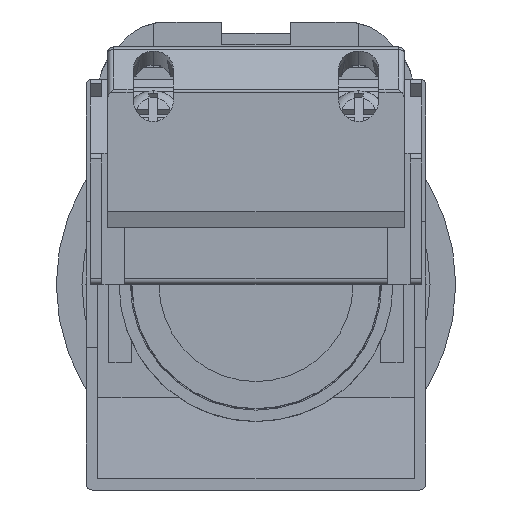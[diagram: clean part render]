
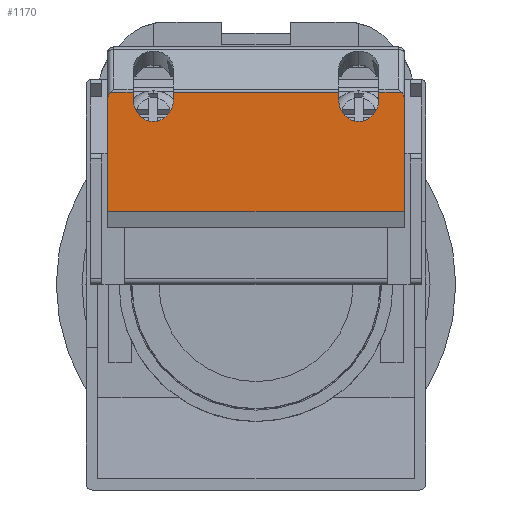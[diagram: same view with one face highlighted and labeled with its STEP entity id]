
A CAD part, front view. The second image highlights one B-rep face of the part: STEP entity #1170.
In plain terms, the highlighted planar face has unit normal (0, -1, 0).
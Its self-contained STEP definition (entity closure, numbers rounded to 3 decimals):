
#118 = CARTESIAN_POINT ( 'NONE',  ( -13., -41.5, 16.039 ) ) ;
#131 = CARTESIAN_POINT ( 'NONE',  ( -13., -41.5, 16.382 ) ) ;
#280 = CARTESIAN_POINT ( 'NONE',  ( 12.76, -41.5, 16.86 ) ) ;
#482 = CARTESIAN_POINT ( 'NONE',  ( 10.75, -41.5, 6.374 ) ) ;
#510 = VECTOR ( 'NONE', #549, 1000. ) ;
#549 = DIRECTION ( 'NONE',  ( 0., 0., -1. ) ) ;
#561 = CARTESIAN_POINT ( 'NONE',  ( -10.75, -41.5, 16.86 ) ) ;
#584 =( BOUNDED_CURVE ( )  B_SPLINE_CURVE ( 3, ( #9872, #7470, #4293, #280 ),
 .UNSPECIFIED., .F., .F. ) 
 B_SPLINE_CURVE_WITH_KNOTS ( ( 4, 4 ),
 ( 4.712, 5.736 ),
 .UNSPECIFIED. ) 
 CURVE ( )  GEOMETRIC_REPRESENTATION_ITEM ( )  RATIONAL_B_SPLINE_CURVE ( ( 1., 0.915, 0.915, 1. ) ) 
 REPRESENTATION_ITEM ( '' )  );
#598 = VERTEX_POINT ( 'NONE', #1185 ) ;
#666 = VERTEX_POINT ( 'NONE', #2095 ) ;
#748 = EDGE_CURVE ( 'NONE', #598, #1900, #1710, .T. ) ;
#769 = DIRECTION ( 'NONE',  ( -1., 0., 0. ) ) ;
#825 = ORIENTED_EDGE ( 'NONE', *, *, #3977, .T. ) ;
#903 =( BOUNDED_CURVE ( )  B_SPLINE_CURVE ( 3, ( #1786, #6584, #984, #7385 ),
 .UNSPECIFIED., .F., .F. ) 
 B_SPLINE_CURVE_WITH_KNOTS ( ( 4, 4 ),
 ( 4.712, 7.854 ),
 .UNSPECIFIED. ) 
 CURVE ( )  GEOMETRIC_REPRESENTATION_ITEM ( )  RATIONAL_B_SPLINE_CURVE ( ( 1., 0.333, 0.333, 1. ) ) 
 REPRESENTATION_ITEM ( '' )  );
#984 = CARTESIAN_POINT ( 'NONE',  ( -7.25, -41.5, 12.377 ) ) ;
#1025 = DIRECTION ( 'NONE',  ( 0., 0., -1. ) ) ;
#1039 = CARTESIAN_POINT ( 'NONE',  ( 10.75, -41.5, 16.185 ) ) ;
#1170 = ADVANCED_FACE ( 'NONE', ( #10227 ), #8454, .F. ) ;
#1185 = CARTESIAN_POINT ( 'NONE',  ( 7.25, -41.5, 16.86 ) ) ;
#1253 = EDGE_CURVE ( 'NONE', #3761, #7023, #584, .T. ) ;
#1262 = DIRECTION ( 'NONE',  ( 0., 0., 1. ) ) ;
#1330 = DIRECTION ( 'NONE',  ( -1., 0., 0. ) ) ;
#1410 = ORIENTED_EDGE ( 'NONE', *, *, #5207, .T. ) ;
#1470 = VECTOR ( 'NONE', #1330, 1000. ) ;
#1710 = LINE ( 'NONE', #8559, #1470 ) ;
#1730 = CARTESIAN_POINT ( 'NONE',  ( -12.913, -41.5, 16.681 ) ) ;
#1786 = CARTESIAN_POINT ( 'NONE',  ( -10.75, -41.5, 16.185 ) ) ;
#1900 = VERTEX_POINT ( 'NONE', #2876 ) ;
#1948 = EDGE_CURVE ( 'NONE', #7873, #1900, #4205, .T. ) ;
#2095 = CARTESIAN_POINT ( 'NONE',  ( 10.75, -41.5, 16.185 ) ) ;
#2102 = CARTESIAN_POINT ( 'NONE',  ( 7.25, -41.5, 6.374 ) ) ;
#2268 = CARTESIAN_POINT ( 'NONE',  ( 10.75, -41.5, 16.86 ) ) ;
#2638 = EDGE_CURVE ( 'NONE', #10395, #7873, #903, .T. ) ;
#2876 = CARTESIAN_POINT ( 'NONE',  ( -7.25, -41.5, 16.86 ) ) ;
#2903 = CARTESIAN_POINT ( 'NONE',  ( 13., -41.5, 16.039 ) ) ;
#2930 = LINE ( 'NONE', #2102, #510 ) ;
#2945 = CARTESIAN_POINT ( 'NONE',  ( -7.25, -41.5, 6.374 ) ) ;
#3022 = EDGE_CURVE ( 'NONE', #7023, #7335, #9791, .T. ) ;
#3048 = DIRECTION ( 'NONE',  ( -1., 0., 0. ) ) ;
#3143 = LINE ( 'NONE', #7826, #9495 ) ;
#3166 = CARTESIAN_POINT ( 'NONE',  ( 13., -41.5, 16.86 ) ) ;
#3183 = CARTESIAN_POINT ( 'NONE',  ( 12.76, -41.5, 16.86 ) ) ;
#3320 = EDGE_CURVE ( 'NONE', #6597, #10395, #3368, .T. ) ;
#3368 = LINE ( 'NONE', #6082, #9470 ) ;
#3430 = ORIENTED_EDGE ( 'NONE', *, *, #2638, .F. ) ;
#3509 = ORIENTED_EDGE ( 'NONE', *, *, #10276, .F. ) ;
#3675 = DIRECTION ( 'NONE',  ( 0., 1., 0. ) ) ;
#3717 = VERTEX_POINT ( 'NONE', #7416 ) ;
#3761 = VERTEX_POINT ( 'NONE', #2903 ) ;
#3857 = CARTESIAN_POINT ( 'NONE',  ( 13., -41.5, 6.374 ) ) ;
#3977 = EDGE_CURVE ( 'NONE', #6597, #4520, #5112, .T. ) ;
#4205 = LINE ( 'NONE', #2945, #7717 ) ;
#4226 = CARTESIAN_POINT ( 'NONE',  ( 7.25, -41.5, 16.185 ) ) ;
#4263 = CARTESIAN_POINT ( 'NONE',  ( -7.25, -41.5, 16.185 ) ) ;
#4293 = CARTESIAN_POINT ( 'NONE',  ( 12.913, -41.5, 16.681 ) ) ;
#4487 = AXIS2_PLACEMENT_3D ( 'NONE', #6835, #3675, #9245 ) ;
#4520 = VERTEX_POINT ( 'NONE', #9330 ) ;
#4524 =( BOUNDED_CURVE ( )  B_SPLINE_CURVE ( 3, ( #7326, #1730, #131, #5781 ),
 .UNSPECIFIED., .F., .F. ) 
 B_SPLINE_CURVE_WITH_KNOTS ( ( 4, 4 ),
 ( 3.689, 4.712 ),
 .UNSPECIFIED. ) 
 CURVE ( )  GEOMETRIC_REPRESENTATION_ITEM ( )  RATIONAL_B_SPLINE_CURVE ( ( 1., 0.915, 0.915, 1. ) ) 
 REPRESENTATION_ITEM ( '' )  );
#4600 = VERTEX_POINT ( 'NONE', #3857 ) ;
#4913 = CARTESIAN_POINT ( 'NONE',  ( -13., -41.5, 6.374 ) ) ;
#5050 = VECTOR ( 'NONE', #10062, 1000. ) ;
#5112 = LINE ( 'NONE', #7168, #6227 ) ;
#5207 = EDGE_CURVE ( 'NONE', #4520, #9593, #4524, .T. ) ;
#5622 = ORIENTED_EDGE ( 'NONE', *, *, #3022, .T. ) ;
#5781 = CARTESIAN_POINT ( 'NONE',  ( -13., -41.5, 16.039 ) ) ;
#5851 = CARTESIAN_POINT ( 'NONE',  ( 10.75, -41.5, 12.377 ) ) ;
#6082 = CARTESIAN_POINT ( 'NONE',  ( -10.75, -41.5, 6.374 ) ) ;
#6227 = VECTOR ( 'NONE', #769, 1000. ) ;
#6312 = VECTOR ( 'NONE', #1262, 1000. ) ;
#6407 = EDGE_CURVE ( 'NONE', #9593, #9582, #8416, .T. ) ;
#6542 = EDGE_LOOP ( 'NONE', ( #10366, #9487, #10324, #3430, #9630, #825, #1410, #9952, #7980, #7026, #8845, #5622, #8044, #3509 ) ) ;
#6584 = CARTESIAN_POINT ( 'NONE',  ( -10.75, -41.5, 12.377 ) ) ;
#6597 = VERTEX_POINT ( 'NONE', #561 ) ;
#6835 = CARTESIAN_POINT ( 'NONE',  ( 13., -41.5, 6.374 ) ) ;
#6913 = LINE ( 'NONE', #9328, #5050 ) ;
#7023 = VERTEX_POINT ( 'NONE', #3183 ) ;
#7026 = ORIENTED_EDGE ( 'NONE', *, *, #9876, .F. ) ;
#7137 = DIRECTION ( 'NONE',  ( -1., 0., 0. ) ) ;
#7168 = CARTESIAN_POINT ( 'NONE',  ( 13., -41.5, 16.86 ) ) ;
#7326 = CARTESIAN_POINT ( 'NONE',  ( -12.76, -41.5, 16.86 ) ) ;
#7335 = VERTEX_POINT ( 'NONE', #2268 ) ;
#7385 = CARTESIAN_POINT ( 'NONE',  ( -7.25, -41.5, 16.185 ) ) ;
#7416 = CARTESIAN_POINT ( 'NONE',  ( 7.25, -41.5, 16.185 ) ) ;
#7470 = CARTESIAN_POINT ( 'NONE',  ( 13., -41.5, 16.382 ) ) ;
#7690 = VECTOR ( 'NONE', #7137, 1000. ) ;
#7717 = VECTOR ( 'NONE', #9313, 1000. ) ;
#7826 = CARTESIAN_POINT ( 'NONE',  ( 13., -41.5, 6.374 ) ) ;
#7873 = VERTEX_POINT ( 'NONE', #4263 ) ;
#7980 = ORIENTED_EDGE ( 'NONE', *, *, #8148, .F. ) ;
#8044 = ORIENTED_EDGE ( 'NONE', *, *, #9048, .F. ) ;
#8148 = EDGE_CURVE ( 'NONE', #4600, #9582, #3143, .T. ) ;
#8416 = LINE ( 'NONE', #9822, #10284 ) ;
#8436 = LINE ( 'NONE', #482, #6312 ) ;
#8454 = PLANE ( 'NONE',  #4487 ) ;
#8559 = CARTESIAN_POINT ( 'NONE',  ( 13., -41.5, 16.86 ) ) ;
#8721 =( BOUNDED_CURVE ( )  B_SPLINE_CURVE ( 3, ( #4226, #8997, #5851, #1039 ),
 .UNSPECIFIED., .F., .F. ) 
 B_SPLINE_CURVE_WITH_KNOTS ( ( 4, 4 ),
 ( 4.712, 7.854 ),
 .UNSPECIFIED. ) 
 CURVE ( )  GEOMETRIC_REPRESENTATION_ITEM ( )  RATIONAL_B_SPLINE_CURVE ( ( 1., 0.333, 0.333, 1. ) ) 
 REPRESENTATION_ITEM ( '' )  );
#8845 = ORIENTED_EDGE ( 'NONE', *, *, #1253, .T. ) ;
#8997 = CARTESIAN_POINT ( 'NONE',  ( 7.25, -41.5, 12.377 ) ) ;
#9048 = EDGE_CURVE ( 'NONE', #666, #7335, #8436, .T. ) ;
#9179 = CARTESIAN_POINT ( 'NONE',  ( -10.75, -41.5, 16.185 ) ) ;
#9245 = DIRECTION ( 'NONE',  ( 0., 0., 1. ) ) ;
#9275 = DIRECTION ( 'NONE',  ( 0., 0., -1. ) ) ;
#9313 = DIRECTION ( 'NONE',  ( 0., 0., 1. ) ) ;
#9328 = CARTESIAN_POINT ( 'NONE',  ( 13., -41.5, 6.374 ) ) ;
#9330 = CARTESIAN_POINT ( 'NONE',  ( -12.76, -41.5, 16.86 ) ) ;
#9470 = VECTOR ( 'NONE', #9275, 1000. ) ;
#9487 = ORIENTED_EDGE ( 'NONE', *, *, #748, .T. ) ;
#9495 = VECTOR ( 'NONE', #3048, 1000. ) ;
#9582 = VERTEX_POINT ( 'NONE', #4913 ) ;
#9593 = VERTEX_POINT ( 'NONE', #118 ) ;
#9630 = ORIENTED_EDGE ( 'NONE', *, *, #3320, .F. ) ;
#9791 = LINE ( 'NONE', #3166, #7690 ) ;
#9822 = CARTESIAN_POINT ( 'NONE',  ( -13., -41.5, 6.374 ) ) ;
#9872 = CARTESIAN_POINT ( 'NONE',  ( 13., -41.5, 16.039 ) ) ;
#9876 = EDGE_CURVE ( 'NONE', #3761, #4600, #6913, .T. ) ;
#9905 = EDGE_CURVE ( 'NONE', #598, #3717, #2930, .T. ) ;
#9952 = ORIENTED_EDGE ( 'NONE', *, *, #6407, .T. ) ;
#10062 = DIRECTION ( 'NONE',  ( 0., 0., -1. ) ) ;
#10227 = FACE_OUTER_BOUND ( 'NONE', #6542, .T. ) ;
#10276 = EDGE_CURVE ( 'NONE', #3717, #666, #8721, .T. ) ;
#10284 = VECTOR ( 'NONE', #1025, 1000. ) ;
#10324 = ORIENTED_EDGE ( 'NONE', *, *, #1948, .F. ) ;
#10366 = ORIENTED_EDGE ( 'NONE', *, *, #9905, .F. ) ;
#10395 = VERTEX_POINT ( 'NONE', #9179 ) ;
